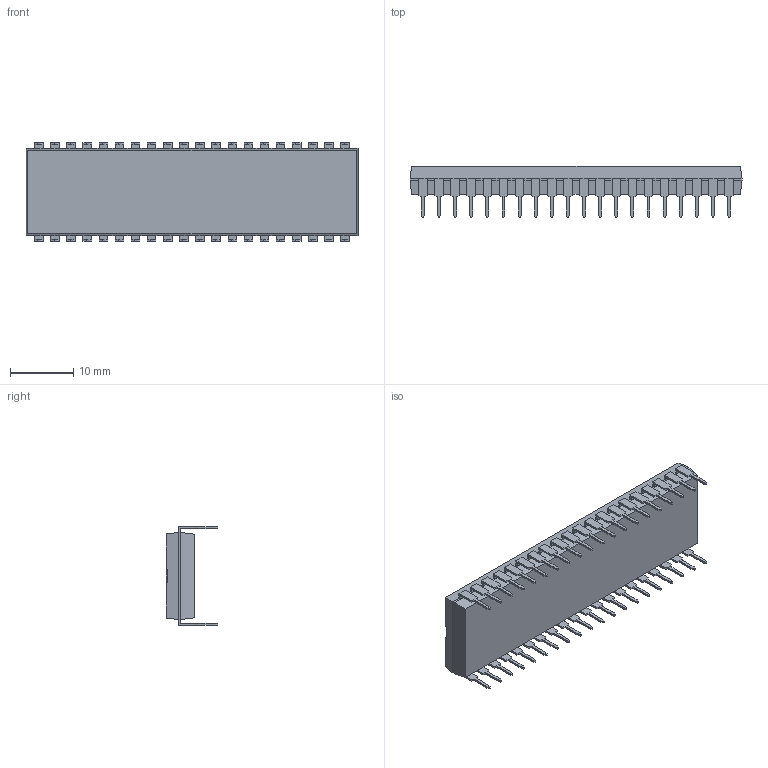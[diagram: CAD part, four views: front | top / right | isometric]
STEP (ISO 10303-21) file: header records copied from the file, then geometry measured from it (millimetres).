
FILE_DESCRIPTION (( 'STEP AP214' ), '1' );
FILE_NAME ('AT89S52_MODEL.STEP', '2016-07-08T23:03:36', ( 'NgocHoang' ), ( '' ), 'SwSTEP 2.0', 'SolidWorks 2010', '' );
FILE_SCHEMA (( 'AUTOMOTIVE_DESIGN' ));
Length unit declared in the file: millimetre
Products named in the file (3): AT89S52_MODEL; AT89S52_body; AT89S52_PIN21to40
Assembly tree (41 placements, depth 2):
  AT89S52_MODEL
    AT89S52_PIN21to40  x40
    AT89S52_body
Bounding box: 52.32 x 8.13 x 15.56 mm (x, y, z)
Volume: 3191.1 mm3; surface area: 2686.7 mm2
Topology: 41 solids, 41 shells, 1034 faces, 2608 edges, 1682 vertices
Faces by surface type: plane 961, bspline 64, cylinder 9
Entity records: 20045 total; most frequent: CARTESIAN_POINT 7984, ORIENTED_EDGE 2408, DIRECTION 2026, EDGE_CURVE 1204, LINE 1058, VECTOR 1058, VERTEX_POINT 746, EDGE_LOOP 514
